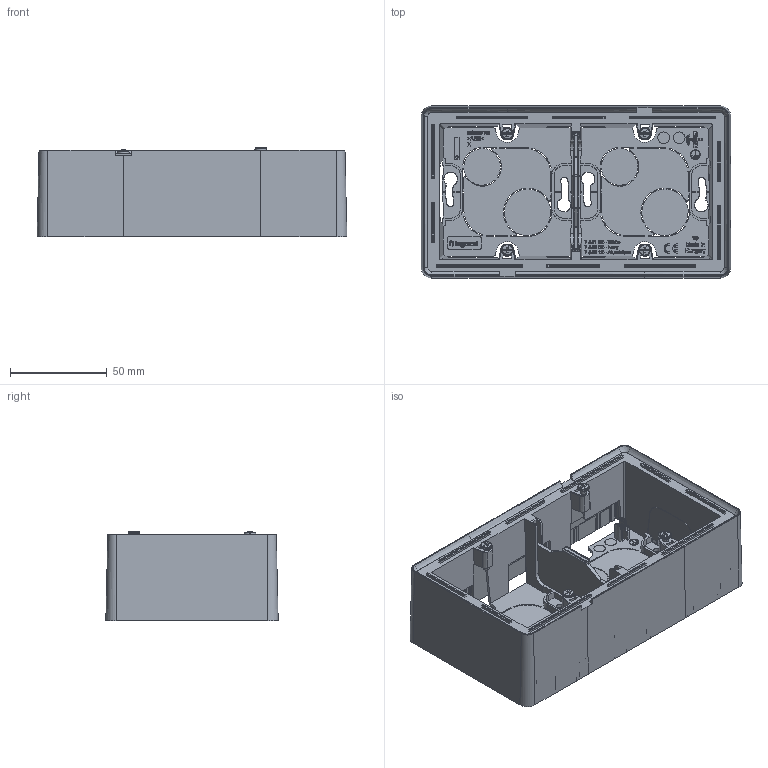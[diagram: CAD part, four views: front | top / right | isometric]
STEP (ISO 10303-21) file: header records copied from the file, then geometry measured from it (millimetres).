
FILE_DESCRIPTION(('CATIA V5 STEP Exchange','CAx-IF Rec.Pracs.--- Model Styling and Organization---1.4--- 2014-01-23'),'2;1');
FILE_NAME('754192_AllCATPart.stp','2020-02-13T11:01:01+00:00',('none'),('none'),'CATIA Version 5-6 Release 2017 SP3','CATIA V5 STEP AP214','none');
FILE_SCHEMA(('AUTOMOTIVE_DESIGN { 1 0 10303 214 1 1 1 1 }'));
Products named in the file (1): 754192_AllCATPart
Bounding box: 160 x 89 x 46.37 mm (x, y, z)
Volume: 90435.7 mm3; surface area: 108082.2 mm2
Topology: 2 solids, 2 shells, 12809 faces, 37688 edges, 24970 vertices
Faces by surface type: plane 11841, cylinder 374, cone 257, bspline 212, torus 85, sphere 30, extrusion 10
Entity records: 437388 total; most frequent: CARTESIAN_POINT 95557, ORIENTED_EDGE 75292, DIRECTION 57242, EDGE_CURVE 37646, VECTOR 32915, LINE 32905, VERTEX_POINT 24970, EDGE_LOOP 13030
